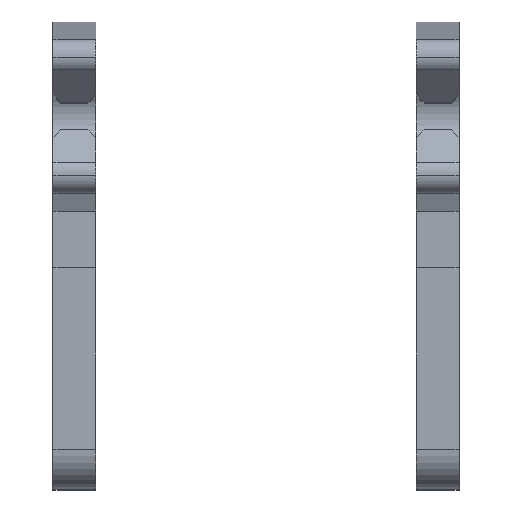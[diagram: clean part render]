
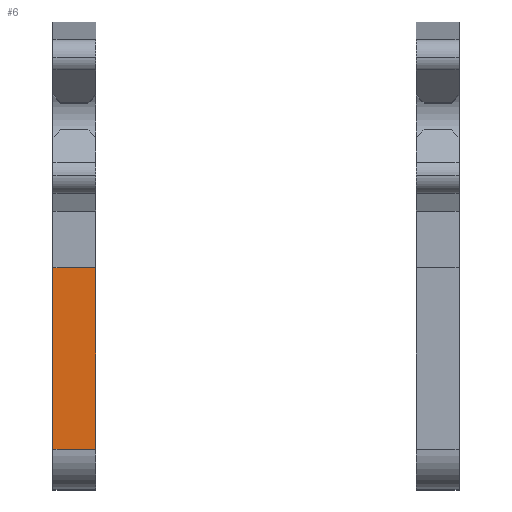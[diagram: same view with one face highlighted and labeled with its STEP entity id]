
A CAD part, top view. The second image highlights one B-rep face of the part: STEP entity #6.
In plain terms, the highlighted planar face has unit normal (0, 0, 1).
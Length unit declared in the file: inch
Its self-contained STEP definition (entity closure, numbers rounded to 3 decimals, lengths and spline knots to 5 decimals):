
#6 = ADVANCED_FACE ( 'NONE', ( #591 ), #1140, .F. ) ;
#19 = EDGE_CURVE ( 'NONE', #819, #585, #795, .T. ) ;
#48 = CARTESIAN_POINT ( 'NONE',  ( 0.0118, -0.083, -0.061 ) ) ;
#127 = CARTESIAN_POINT ( 'NONE',  ( -0.0118, -0.183, -0.061 ) ) ;
#168 = ORIENTED_EDGE ( 'NONE', *, *, #1092, .T. ) ;
#247 = CARTESIAN_POINT ( 'NONE',  ( 0.0118, -0.183, -0.061 ) ) ;
#336 = VECTOR ( 'NONE', #1025, 39.37008 ) ;
#344 = CARTESIAN_POINT ( 'NONE',  ( 0.0118, -0.183, -0.061 ) ) ;
#373 = VECTOR ( 'NONE', #946, 39.37008 ) ;
#480 = DIRECTION ( 'NONE',  ( 0., -1., 0. ) ) ;
#481 = ORIENTED_EDGE ( 'NONE', *, *, #1124, .T. ) ;
#574 = ORIENTED_EDGE ( 'NONE', *, *, #875, .F. ) ;
#578 = EDGE_LOOP ( 'NONE', ( #481, #574, #665, #168 ) ) ;
#581 = VECTOR ( 'NONE', #480, 39.37008 ) ;
#585 = VERTEX_POINT ( 'NONE', #344 ) ;
#591 = FACE_OUTER_BOUND ( 'NONE', #578, .T. ) ;
#592 = LINE ( 'NONE', #791, #633 ) ;
#624 = CARTESIAN_POINT ( 'NONE',  ( 0.0118, -0.083, -0.061 ) ) ;
#633 = VECTOR ( 'NONE', #866, 39.37008 ) ;
#635 = CARTESIAN_POINT ( 'NONE',  ( -0.0118, -0.083, -0.061 ) ) ;
#645 = AXIS2_PLACEMENT_3D ( 'NONE', #698, #773, #1115 ) ;
#665 = ORIENTED_EDGE ( 'NONE', *, *, #19, .F. ) ;
#669 = LINE ( 'NONE', #48, #336 ) ;
#698 = CARTESIAN_POINT ( 'NONE',  ( 0.0118, -0.183, -0.061 ) ) ;
#717 = VERTEX_POINT ( 'NONE', #635 ) ;
#724 = CARTESIAN_POINT ( 'NONE',  ( -0.0118, -0.183, -0.061 ) ) ;
#766 = VERTEX_POINT ( 'NONE', #724 ) ;
#773 = DIRECTION ( 'NONE',  ( 0., 0., -1. ) ) ;
#791 = CARTESIAN_POINT ( 'NONE',  ( 0.0118, -0.183, -0.061 ) ) ;
#795 = LINE ( 'NONE', #247, #373 ) ;
#819 = VERTEX_POINT ( 'NONE', #624 ) ;
#866 = DIRECTION ( 'NONE',  ( -1., 0., 0. ) ) ;
#875 = EDGE_CURVE ( 'NONE', #585, #766, #592, .T. ) ;
#921 = LINE ( 'NONE', #127, #581 ) ;
#946 = DIRECTION ( 'NONE',  ( 0., -1., 0. ) ) ;
#1025 = DIRECTION ( 'NONE',  ( -1., 0., 0. ) ) ;
#1092 = EDGE_CURVE ( 'NONE', #819, #717, #669, .T. ) ;
#1115 = DIRECTION ( 'NONE',  ( -1., 0., 0. ) ) ;
#1124 = EDGE_CURVE ( 'NONE', #717, #766, #921, .T. ) ;
#1140 = PLANE ( 'NONE',  #645 ) ;
